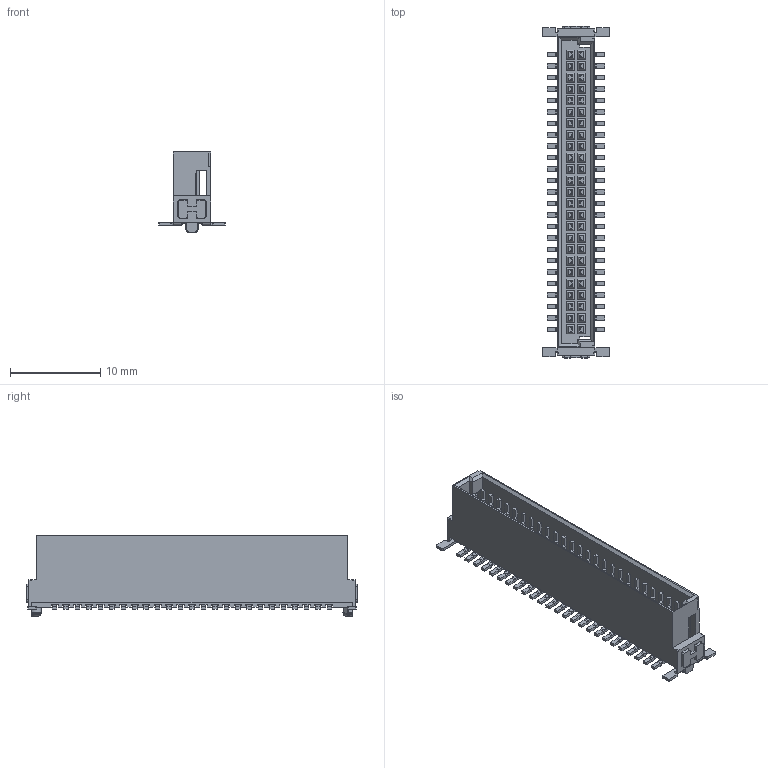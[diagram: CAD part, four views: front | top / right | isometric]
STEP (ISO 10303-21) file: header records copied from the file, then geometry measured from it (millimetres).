
FILE_DESCRIPTION(/* description */ (''),/* implementation_level */ '2;1');
FILE_NAME(/* name */ '100210911ugm000_c.stp',/* time_stamp */ '2020-05-29T12:32:28+02:00',/* author */ (''),/* organization */ (''),/* preprocessor_version */ 'ST-DEVELOPER v16.7',/* originating_system */ 'SIEMENS PLM Software NX 12.0',/* authorisation */ '');
FILE_SCHEMA (('AUTOMOTIVE_DESIGN { 1 0 10303 214 3 1 1 1 }'));
Products named in the file (1): 100210911ugm000_c
Bounding box: 7.4 x 36.83 x 8.88 mm (x, y, z)
Volume: 614.5 mm3; surface area: 1869.3 mm2
Topology: 1 solids, 1 shells, 1899 faces, 4414 edges, 2650 vertices
Faces by surface type: plane 1499, bspline 304, cylinder 73, torus 10, sphere 8, cone 5
Entity records: 65256 total; most frequent: CARTESIAN_POINT 14702, ORIENTED_EDGE 8820, DIRECTION 7109, EDGE_CURVE 4410, LINE 3547, VECTOR 3547, VERTEX_POINT 2650, EDGE_LOOP 2052
